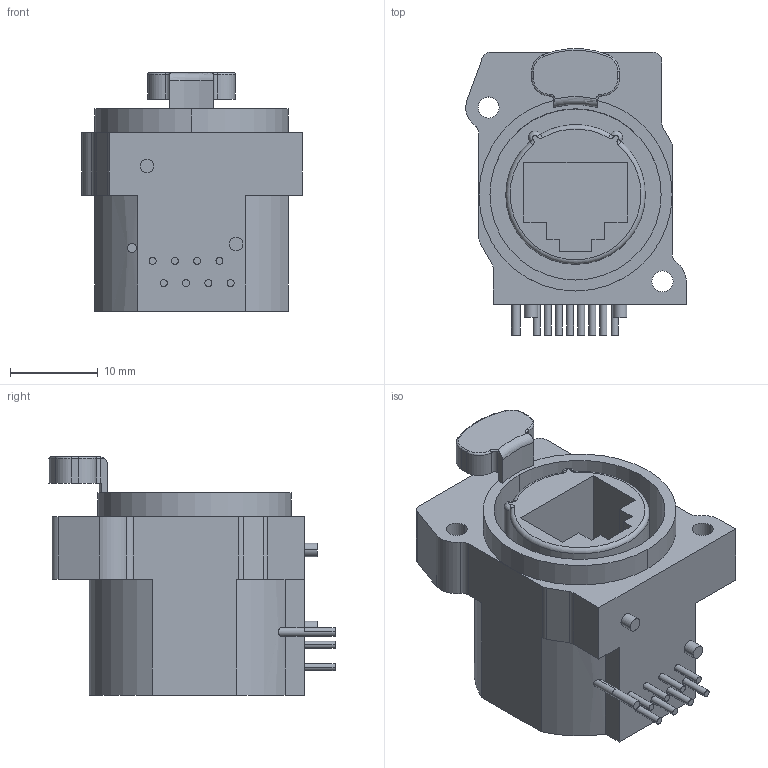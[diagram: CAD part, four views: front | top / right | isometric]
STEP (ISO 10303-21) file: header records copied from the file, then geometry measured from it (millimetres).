
FILE_DESCRIPTION((''),'2;1');
FILE_NAME('D-NE8FAH-C5','2015-05-27T',('bej'),(''),'PRO/ENGINEER BY PARAMETRIC TECHNOLOGY CORPORATION, 2013430','PRO/ENGINEER BY PARAMETRIC TECHNOLOGY CORPORATION, 2013430','');
FILE_SCHEMA(('AUTOMOTIVE_DESIGN_CC2 { 1 2 10303 214 -1 1 5 2 }'));
Length unit declared in the file: millimetre
Products named in the file (1): D-NE8FAH-C5
Bounding box: 25.1 x 32.58 x 27.15 mm (x, y, z)
Volume: 9018.9 mm3; surface area: 5608.8 mm2
Topology: 1 solids, 1 shells, 127 faces, 318 edges, 204 vertices
Faces by surface type: cylinder 60, plane 51, torus 10, bspline 6
Entity records: 4162 total; most frequent: CARTESIAN_POINT 808, DIRECTION 696, ORIENTED_EDGE 628, EDGE_CURVE 314, AXIS2_PLACEMENT_3D 269, COLOUR_RGB 209, VERTEX_POINT 204, VECTOR 158
